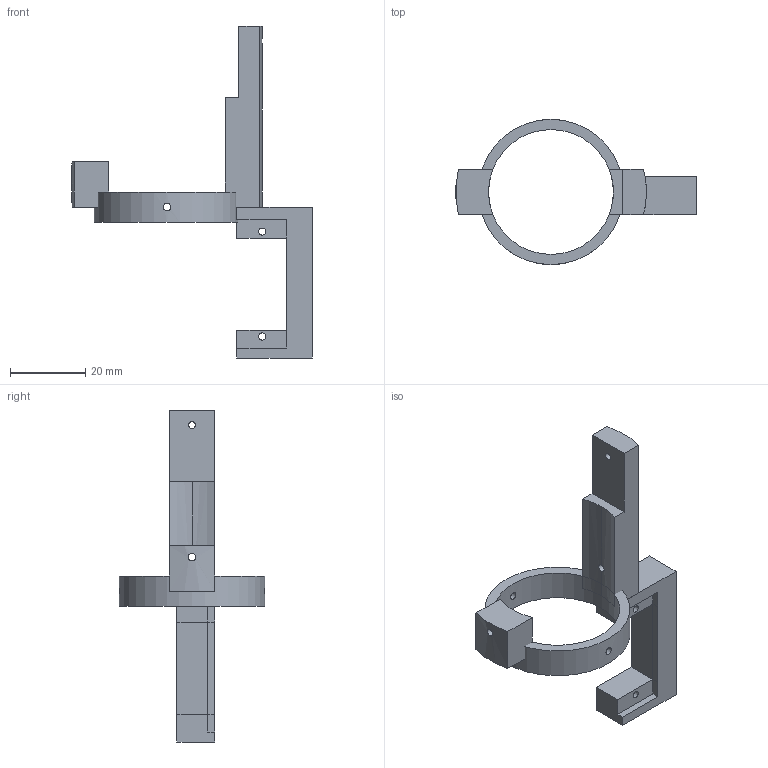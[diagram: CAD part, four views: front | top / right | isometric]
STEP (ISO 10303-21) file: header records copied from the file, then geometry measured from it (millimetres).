
FILE_DESCRIPTION(('FreeCAD Model'),'2;1');
FILE_NAME('partB-xServo.step', '2021-03-07T17:36:44',('Author'),(''), 'Open CASCADE STEP processor 7.3','FreeCAD','Unknown');
FILE_SCHEMA(('AUTOMOTIVE_DESIGN { 1 0 10303 214 1 1 1 1 }'));
Length unit declared in the file: millimetre
Products named in the file (3): B-Bracket1WithScrewHole; B-ServoHolderWithScrewsRemoved; B-YScrewBossPlusPushArmSubtractLinkageStopper
Bounding box: 63.75 x 38.5 x 88 mm (x, y, z)
Volume: 12523.9 mm3; surface area: 7921.1 mm2
Topology: 4 solids, 4 shells, 46 faces, 114 edges, 74 vertices
Faces by surface type: plane 30, cylinder 16
Full cylindrical faces by diameter (mm): 1.8 x1, 1.9 x2, 2 x4, 4 x1, 33.1 x1, 38.5 x1
Entity records: 5261 total; most frequent: CARTESIAN_POINT 2721, DIRECTION 354, ORIENTED_EDGE 228, PCURVE 228, DEFINITIONAL_REPRESENTATION 228, LINE 195, VECTOR 195, EDGE_CURVE 114
